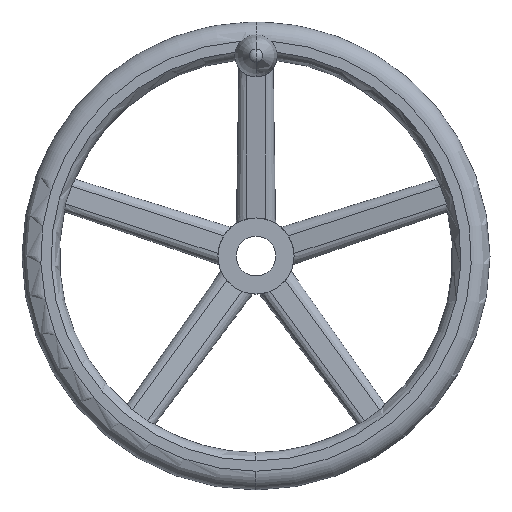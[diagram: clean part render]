
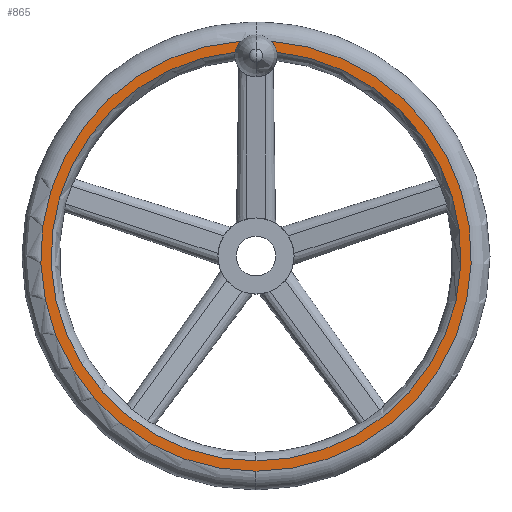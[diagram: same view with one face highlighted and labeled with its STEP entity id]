
A CAD part, top view. The second image highlights one B-rep face of the part: STEP entity #865.
In plain terms, the highlighted planar face has unit normal (0, 0, 1).
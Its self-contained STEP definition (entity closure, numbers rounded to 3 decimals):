
#405=VERTEX_POINT('',#1029);
#485=EDGE_CURVE('',#605,#555,#1120,.T.);
#495=EDGE_CURVE('',#637,#597,#1130,.T.);
#543=EDGE_CURVE('',#575,#405,#1182,.T.);
#555=VERTEX_POINT('',#1194);
#575=VERTEX_POINT('',#1215);
#597=VERTEX_POINT('',#1238);
#605=VERTEX_POINT('',#1246);
#607=EDGE_CURVE('',#597,#555,#1248,.T.);
#637=VERTEX_POINT('',#1280);
#651=EDGE_CURVE('',#575,#605,#1294,.T.);
#865=ADVANCED_FACE('',(#1533),#1534,.F.);
#873=EDGE_CURVE('',#405,#637,#1543,.T.);
#1029=CARTESIAN_POINT('',(-12.907,183.547,60.333));
#1120=CIRCLE('',#2034,175.156);
#1130=CIRCLE('',#2049,184.0);
#1182=CIRCLE('',#2139,18.0);
#1194=CARTESIAN_POINT('',(17.703,174.259,60.333));
#1215=CARTESIAN_POINT('',(-17.703,174.259,60.333));
#1238=CARTESIAN_POINT('',(12.907,183.547,60.333));
#1246=CARTESIAN_POINT('',(0.,-175.156,60.333));
#1248=CIRCLE('',#2310,18.0);
#1280=CARTESIAN_POINT('',(0.,-184.0,60.333));
#1294=CIRCLE('',#2486,175.156);
#1533=FACE_OUTER_BOUND('',#3343,.T.);
#1534=PLANE('',#3344);
#1543=CIRCLE('',#3355,184.0);
#2034=AXIS2_PLACEMENT_3D('',#3740,#3741,#3742);
#2049=AXIS2_PLACEMENT_3D('',#3750,#3751,#3752);
#2139=AXIS2_PLACEMENT_3D('',#3800,#3801,#3802);
#2310=AXIS2_PLACEMENT_3D('',#3845,#3846,#3847);
#2486=AXIS2_PLACEMENT_3D('',#3881,#3882,#3883);
#3343=EDGE_LOOP('',(#4164,#4165,#4166,#4167,#4168,#4169));
#3344=AXIS2_PLACEMENT_3D('',#4170,#4171,#4172);
#3355=AXIS2_PLACEMENT_3D('',#4185,#4186,#4187);
#3740=CARTESIAN_POINT('',(0.,0.,60.333));
#3741=DIRECTION('',(0.,0.,1.0));
#3742=DIRECTION('',(1.0,0.0,0.));
#3750=CARTESIAN_POINT('',(0.,0.,60.333));
#3751=DIRECTION('',(0.,0.,1.0));
#3752=DIRECTION('',(0.,1.0,0.));
#3800=CARTESIAN_POINT('',(0.0,171.0,60.333));
#3801=DIRECTION('',(0.,0.,-1.0));
#3802=DIRECTION('',(-0.717,0.697,0.));
#3845=CARTESIAN_POINT('',(0.0,171.0,60.333));
#3846=DIRECTION('',(0.,0.,-1.0));
#3847=DIRECTION('',(-0.717,0.697,0.));
#3881=CARTESIAN_POINT('',(0.,0.,60.333));
#3882=DIRECTION('',(0.,0.,1.0));
#3883=DIRECTION('',(1.0,0.0,0.));
#4164=ORIENTED_EDGE('',*,*,#607,.T.);
#4165=ORIENTED_EDGE('',*,*,#485,.F.);
#4166=ORIENTED_EDGE('',*,*,#651,.F.);
#4167=ORIENTED_EDGE('',*,*,#543,.T.);
#4168=ORIENTED_EDGE('',*,*,#873,.T.);
#4169=ORIENTED_EDGE('',*,*,#495,.T.);
#4170=CARTESIAN_POINT('',(0.,176.0,60.333));
#4171=DIRECTION('',(0.,0.,-1.0));
#4172=DIRECTION('',(0.,-1.0,0.0));
#4185=CARTESIAN_POINT('',(0.,0.,60.333));
#4186=DIRECTION('',(0.,0.,1.0));
#4187=DIRECTION('',(0.,1.0,0.));
